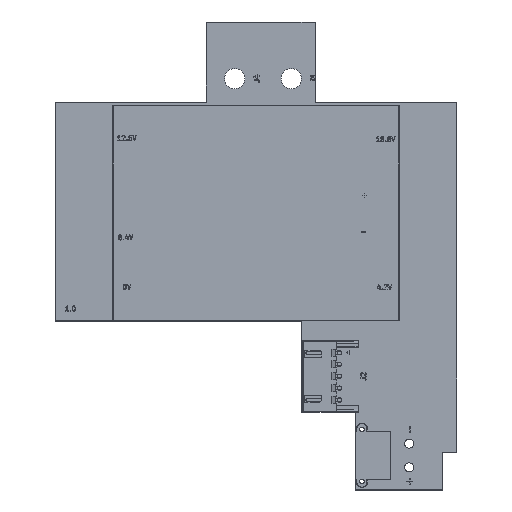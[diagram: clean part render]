
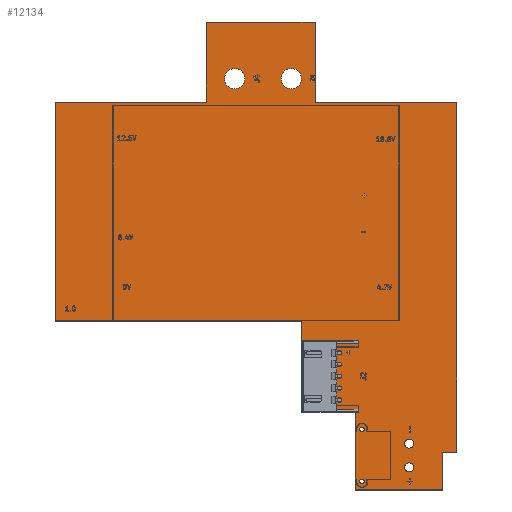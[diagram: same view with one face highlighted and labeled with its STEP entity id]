
A CAD part, top view. The second image highlights one B-rep face of the part: STEP entity #12134.
In plain terms, the highlighted planar face has unit normal (0, 0, 1).
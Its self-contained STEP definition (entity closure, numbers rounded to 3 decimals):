
#11805 = VERTEX_POINT('',#11806);
#11806 = CARTESIAN_POINT('',(133.,-24.,1.51));
#11812 = EDGE_CURVE('',#11805,#11813,#11815,.T.);
#11813 = VERTEX_POINT('',#11814);
#11814 = CARTESIAN_POINT('',(133.,-33.,1.51));
#11815 = LINE('',#11816,#11817);
#11816 = CARTESIAN_POINT('',(133.,-24.,1.51));
#11817 = VECTOR('',#11818,1.);
#11818 = DIRECTION('',(0.,-1.,0.));
#11845 = VERTEX_POINT('',#11846);
#11846 = CARTESIAN_POINT('',(133.,-16.,1.51));
#11852 = EDGE_CURVE('',#11845,#11805,#11853,.T.);
#11853 = LINE('',#11854,#11855);
#11854 = CARTESIAN_POINT('',(133.,-16.,1.51));
#11855 = VECTOR('',#11856,1.);
#11856 = DIRECTION('',(0.,-1.,0.));
#11874 = EDGE_CURVE('',#11813,#11875,#11877,.T.);
#11875 = VERTEX_POINT('',#11876);
#11876 = CARTESIAN_POINT('',(163.,-33.,1.51));
#11877 = LINE('',#11878,#11879);
#11878 = CARTESIAN_POINT('',(133.,-33.,1.51));
#11879 = VECTOR('',#11880,1.);
#11880 = DIRECTION('',(1.,0.,0.));
#12134 = ADVANCED_FACE('',(#12135,#12242,#12253,#12264,#12275,#12286,
    #12297,#12308,#12319,#12330,#12341,#12352),#12363,.T.);
#12135 = FACE_BOUND('',#12136,.T.);
#12136 = EDGE_LOOP('',(#12137,#12138,#12139,#12147,#12155,#12163,#12171,
    #12179,#12187,#12195,#12203,#12211,#12219,#12227,#12235,#12241));
#12137 = ORIENTED_EDGE('',*,*,#11812,.F.);
#12138 = ORIENTED_EDGE('',*,*,#11852,.F.);
#12139 = ORIENTED_EDGE('',*,*,#12140,.F.);
#12140 = EDGE_CURVE('',#12141,#11845,#12143,.T.);
#12141 = VERTEX_POINT('',#12142);
#12142 = CARTESIAN_POINT('',(110.,-16.,1.51));
#12143 = LINE('',#12144,#12145);
#12144 = CARTESIAN_POINT('',(110.,-16.,1.51));
#12145 = VECTOR('',#12146,1.);
#12146 = DIRECTION('',(1.,0.,0.));
#12147 = ORIENTED_EDGE('',*,*,#12148,.F.);
#12148 = EDGE_CURVE('',#12149,#12141,#12151,.T.);
#12149 = VERTEX_POINT('',#12150);
#12150 = CARTESIAN_POINT('',(110.,-25.,1.51));
#12151 = LINE('',#12152,#12153);
#12152 = CARTESIAN_POINT('',(110.,-25.,1.51));
#12153 = VECTOR('',#12154,1.);
#12154 = DIRECTION('',(0.,1.,0.));
#12155 = ORIENTED_EDGE('',*,*,#12156,.F.);
#12156 = EDGE_CURVE('',#12157,#12149,#12159,.T.);
#12157 = VERTEX_POINT('',#12158);
#12158 = CARTESIAN_POINT('',(110.,-33.,1.51));
#12159 = LINE('',#12160,#12161);
#12160 = CARTESIAN_POINT('',(110.,-33.,1.51));
#12161 = VECTOR('',#12162,1.);
#12162 = DIRECTION('',(0.,1.,0.));
#12163 = ORIENTED_EDGE('',*,*,#12164,.F.);
#12164 = EDGE_CURVE('',#12165,#12157,#12167,.T.);
#12165 = VERTEX_POINT('',#12166);
#12166 = CARTESIAN_POINT('',(78.,-33.,1.51));
#12167 = LINE('',#12168,#12169);
#12168 = CARTESIAN_POINT('',(78.,-33.,1.51));
#12169 = VECTOR('',#12170,1.);
#12170 = DIRECTION('',(1.,0.,0.));
#12171 = ORIENTED_EDGE('',*,*,#12172,.F.);
#12172 = EDGE_CURVE('',#12173,#12165,#12175,.T.);
#12173 = VERTEX_POINT('',#12174);
#12174 = CARTESIAN_POINT('',(78.,-79.25,1.51));
#12175 = LINE('',#12176,#12177);
#12176 = CARTESIAN_POINT('',(78.,-79.25,1.51));
#12177 = VECTOR('',#12178,1.);
#12178 = DIRECTION('',(0.,1.,0.));
#12179 = ORIENTED_EDGE('',*,*,#12180,.F.);
#12180 = EDGE_CURVE('',#12181,#12173,#12183,.T.);
#12181 = VERTEX_POINT('',#12182);
#12182 = CARTESIAN_POINT('',(130.2,-79.25,1.51));
#12183 = LINE('',#12184,#12185);
#12184 = CARTESIAN_POINT('',(130.2,-79.25,1.51));
#12185 = VECTOR('',#12186,1.);
#12186 = DIRECTION('',(-1.,0.,0.));
#12187 = ORIENTED_EDGE('',*,*,#12188,.F.);
#12188 = EDGE_CURVE('',#12189,#12181,#12191,.T.);
#12189 = VERTEX_POINT('',#12190);
#12190 = CARTESIAN_POINT('',(130.2,-98.5,1.51));
#12191 = LINE('',#12192,#12193);
#12192 = CARTESIAN_POINT('',(130.2,-98.5,1.51));
#12193 = VECTOR('',#12194,1.);
#12194 = DIRECTION('',(0.,1.,0.));
#12195 = ORIENTED_EDGE('',*,*,#12196,.F.);
#12196 = EDGE_CURVE('',#12197,#12189,#12199,.T.);
#12197 = VERTEX_POINT('',#12198);
#12198 = CARTESIAN_POINT('',(141.5,-98.5,1.51));
#12199 = LINE('',#12200,#12201);
#12200 = CARTESIAN_POINT('',(141.5,-98.5,1.51));
#12201 = VECTOR('',#12202,1.);
#12202 = DIRECTION('',(-1.,0.,0.));
#12203 = ORIENTED_EDGE('',*,*,#12204,.F.);
#12204 = EDGE_CURVE('',#12205,#12197,#12207,.T.);
#12205 = VERTEX_POINT('',#12206);
#12206 = CARTESIAN_POINT('',(141.5,-115.,1.51));
#12207 = LINE('',#12208,#12209);
#12208 = CARTESIAN_POINT('',(141.5,-115.,1.51));
#12209 = VECTOR('',#12210,1.);
#12210 = DIRECTION('',(0.,1.,0.));
#12211 = ORIENTED_EDGE('',*,*,#12212,.F.);
#12212 = EDGE_CURVE('',#12213,#12205,#12215,.T.);
#12213 = VERTEX_POINT('',#12214);
#12214 = CARTESIAN_POINT('',(160.,-115.,1.51));
#12215 = LINE('',#12216,#12217);
#12216 = CARTESIAN_POINT('',(160.,-115.,1.51));
#12217 = VECTOR('',#12218,1.);
#12218 = DIRECTION('',(-1.,0.,0.));
#12219 = ORIENTED_EDGE('',*,*,#12220,.F.);
#12220 = EDGE_CURVE('',#12221,#12213,#12223,.T.);
#12221 = VERTEX_POINT('',#12222);
#12222 = CARTESIAN_POINT('',(160.,-107.,1.51));
#12223 = LINE('',#12224,#12225);
#12224 = CARTESIAN_POINT('',(160.,-107.,1.51));
#12225 = VECTOR('',#12226,1.);
#12226 = DIRECTION('',(0.,-1.,0.));
#12227 = ORIENTED_EDGE('',*,*,#12228,.F.);
#12228 = EDGE_CURVE('',#12229,#12221,#12231,.T.);
#12229 = VERTEX_POINT('',#12230);
#12230 = CARTESIAN_POINT('',(163.,-107.,1.51));
#12231 = LINE('',#12232,#12233);
#12232 = CARTESIAN_POINT('',(163.,-107.,1.51));
#12233 = VECTOR('',#12234,1.);
#12234 = DIRECTION('',(-1.,0.,0.));
#12235 = ORIENTED_EDGE('',*,*,#12236,.F.);
#12236 = EDGE_CURVE('',#11875,#12229,#12237,.T.);
#12237 = LINE('',#12238,#12239);
#12238 = CARTESIAN_POINT('',(163.,-33.,1.51));
#12239 = VECTOR('',#12240,1.);
#12240 = DIRECTION('',(0.,-1.,0.));
#12241 = ORIENTED_EDGE('',*,*,#11874,.F.);
#12242 = FACE_BOUND('',#12243,.T.);
#12243 = EDGE_LOOP('',(#12244));
#12244 = ORIENTED_EDGE('',*,*,#12245,.T.);
#12245 = EDGE_CURVE('',#12246,#12246,#12248,.T.);
#12246 = VERTEX_POINT('',#12247);
#12247 = CARTESIAN_POINT('',(142.909,-113.695,1.51));
#12248 = CIRCLE('',#12249,0.5);
#12249 = AXIS2_PLACEMENT_3D('',#12250,#12251,#12252);
#12250 = CARTESIAN_POINT('',(142.909,-113.195,1.51));
#12251 = DIRECTION('',(-0.,0.,-1.));
#12252 = DIRECTION('',(-0.,-1.,0.));
#12253 = FACE_BOUND('',#12254,.T.);
#12254 = EDGE_LOOP('',(#12255));
#12255 = ORIENTED_EDGE('',*,*,#12256,.T.);
#12256 = EDGE_CURVE('',#12257,#12257,#12259,.T.);
#12257 = VERTEX_POINT('',#12258);
#12258 = CARTESIAN_POINT('',(138.15,-96.425,1.51));
#12259 = CIRCLE('',#12260,0.475);
#12260 = AXIS2_PLACEMENT_3D('',#12261,#12262,#12263);
#12261 = CARTESIAN_POINT('',(138.15,-95.95,1.51));
#12262 = DIRECTION('',(-0.,0.,-1.));
#12263 = DIRECTION('',(-0.,-1.,0.));
#12264 = FACE_BOUND('',#12265,.T.);
#12265 = EDGE_LOOP('',(#12266));
#12266 = ORIENTED_EDGE('',*,*,#12267,.T.);
#12267 = EDGE_CURVE('',#12268,#12268,#12270,.T.);
#12268 = VERTEX_POINT('',#12269);
#12269 = CARTESIAN_POINT('',(138.15,-93.925,1.51));
#12270 = CIRCLE('',#12271,0.475);
#12271 = AXIS2_PLACEMENT_3D('',#12272,#12273,#12274);
#12272 = CARTESIAN_POINT('',(138.15,-93.45,1.51));
#12273 = DIRECTION('',(-0.,0.,-1.));
#12274 = DIRECTION('',(-0.,-1.,0.));
#12275 = FACE_BOUND('',#12276,.T.);
#12276 = EDGE_LOOP('',(#12277));
#12277 = ORIENTED_EDGE('',*,*,#12278,.T.);
#12278 = EDGE_CURVE('',#12279,#12279,#12281,.T.);
#12279 = VERTEX_POINT('',#12280);
#12280 = CARTESIAN_POINT('',(142.909,-102.695,1.51));
#12281 = CIRCLE('',#12282,0.5);
#12282 = AXIS2_PLACEMENT_3D('',#12283,#12284,#12285);
#12283 = CARTESIAN_POINT('',(142.909,-102.195,1.51));
#12284 = DIRECTION('',(-0.,0.,-1.));
#12285 = DIRECTION('',(-0.,-1.,0.));
#12286 = FACE_BOUND('',#12287,.T.);
#12287 = EDGE_LOOP('',(#12288));
#12288 = ORIENTED_EDGE('',*,*,#12289,.T.);
#12289 = EDGE_CURVE('',#12290,#12290,#12292,.T.);
#12290 = VERTEX_POINT('',#12291);
#12291 = CARTESIAN_POINT('',(152.909,-111.145,1.51));
#12292 = CIRCLE('',#12293,0.95);
#12293 = AXIS2_PLACEMENT_3D('',#12294,#12295,#12296);
#12294 = CARTESIAN_POINT('',(152.909,-110.195,1.51));
#12295 = DIRECTION('',(-0.,0.,-1.));
#12296 = DIRECTION('',(-0.,-1.,0.));
#12297 = FACE_BOUND('',#12298,.T.);
#12298 = EDGE_LOOP('',(#12299));
#12299 = ORIENTED_EDGE('',*,*,#12300,.T.);
#12300 = EDGE_CURVE('',#12301,#12301,#12303,.T.);
#12301 = VERTEX_POINT('',#12302);
#12302 = CARTESIAN_POINT('',(152.909,-106.145,1.51));
#12303 = CIRCLE('',#12304,0.95);
#12304 = AXIS2_PLACEMENT_3D('',#12305,#12306,#12307);
#12305 = CARTESIAN_POINT('',(152.909,-105.195,1.51));
#12306 = DIRECTION('',(-0.,0.,-1.));
#12307 = DIRECTION('',(-0.,-1.,0.));
#12308 = FACE_BOUND('',#12309,.T.);
#12309 = EDGE_LOOP('',(#12310));
#12310 = ORIENTED_EDGE('',*,*,#12311,.T.);
#12311 = EDGE_CURVE('',#12312,#12312,#12314,.T.);
#12312 = VERTEX_POINT('',#12313);
#12313 = CARTESIAN_POINT('',(138.15,-91.425,1.51));
#12314 = CIRCLE('',#12315,0.475);
#12315 = AXIS2_PLACEMENT_3D('',#12316,#12317,#12318);
#12316 = CARTESIAN_POINT('',(138.15,-90.95,1.51));
#12317 = DIRECTION('',(-0.,0.,-1.));
#12318 = DIRECTION('',(-0.,-1.,0.));
#12319 = FACE_BOUND('',#12320,.T.);
#12320 = EDGE_LOOP('',(#12321));
#12321 = ORIENTED_EDGE('',*,*,#12322,.T.);
#12322 = EDGE_CURVE('',#12323,#12323,#12325,.T.);
#12323 = VERTEX_POINT('',#12324);
#12324 = CARTESIAN_POINT('',(138.15,-88.925,1.51));
#12325 = CIRCLE('',#12326,0.475);
#12326 = AXIS2_PLACEMENT_3D('',#12327,#12328,#12329);
#12327 = CARTESIAN_POINT('',(138.15,-88.45,1.51));
#12328 = DIRECTION('',(-0.,0.,-1.));
#12329 = DIRECTION('',(-0.,-1.,0.));
#12330 = FACE_BOUND('',#12331,.T.);
#12331 = EDGE_LOOP('',(#12332));
#12332 = ORIENTED_EDGE('',*,*,#12333,.T.);
#12333 = EDGE_CURVE('',#12334,#12334,#12336,.T.);
#12334 = VERTEX_POINT('',#12335);
#12335 = CARTESIAN_POINT('',(138.15,-86.425,1.51));
#12336 = CIRCLE('',#12337,0.475);
#12337 = AXIS2_PLACEMENT_3D('',#12338,#12339,#12340);
#12338 = CARTESIAN_POINT('',(138.15,-85.95,1.51));
#12339 = DIRECTION('',(-0.,0.,-1.));
#12340 = DIRECTION('',(-0.,-1.,0.));
#12341 = FACE_BOUND('',#12342,.T.);
#12342 = EDGE_LOOP('',(#12343));
#12343 = ORIENTED_EDGE('',*,*,#12344,.T.);
#12344 = EDGE_CURVE('',#12345,#12345,#12347,.T.);
#12345 = VERTEX_POINT('',#12346);
#12346 = CARTESIAN_POINT('',(115.997,-30.14,1.51));
#12347 = CIRCLE('',#12348,2.15);
#12348 = AXIS2_PLACEMENT_3D('',#12349,#12350,#12351);
#12349 = CARTESIAN_POINT('',(115.997,-27.99,1.51));
#12350 = DIRECTION('',(-0.,0.,-1.));
#12351 = DIRECTION('',(0.,-1.,-0.));
#12352 = FACE_BOUND('',#12353,.T.);
#12353 = EDGE_LOOP('',(#12354));
#12354 = ORIENTED_EDGE('',*,*,#12355,.T.);
#12355 = EDGE_CURVE('',#12356,#12356,#12358,.T.);
#12356 = VERTEX_POINT('',#12357);
#12357 = CARTESIAN_POINT('',(127.981,-30.147,1.51));
#12358 = CIRCLE('',#12359,2.15);
#12359 = AXIS2_PLACEMENT_3D('',#12360,#12361,#12362);
#12360 = CARTESIAN_POINT('',(127.981,-27.997,1.51));
#12361 = DIRECTION('',(-0.,0.,-1.));
#12362 = DIRECTION('',(0.,-1.,-0.));
#12363 = PLANE('',#12364);
#12364 = AXIS2_PLACEMENT_3D('',#12365,#12366,#12367);
#12365 = CARTESIAN_POINT('',(0.,0.,1.51));
#12366 = DIRECTION('',(0.,0.,1.));
#12367 = DIRECTION('',(1.,0.,-0.));
